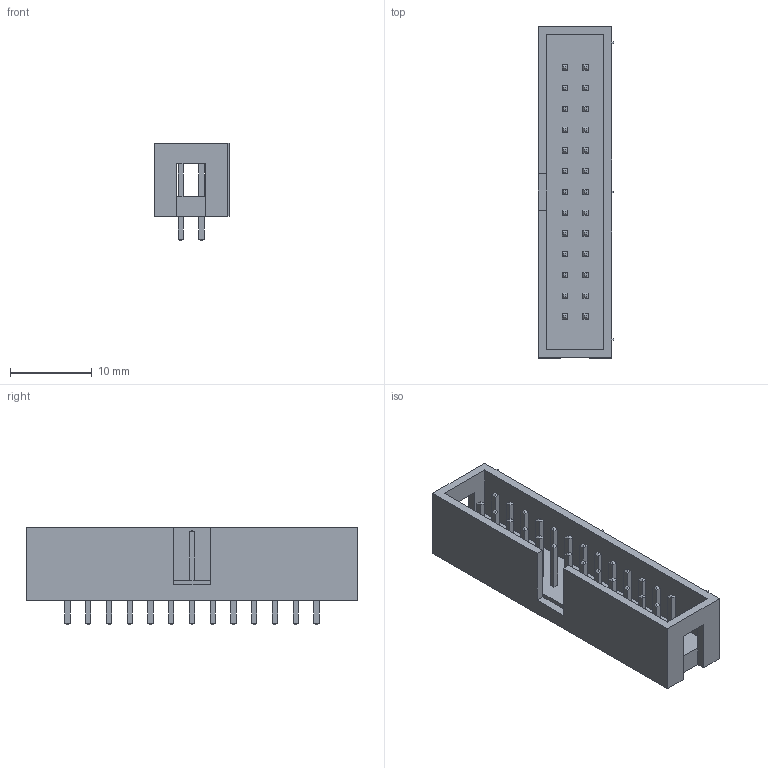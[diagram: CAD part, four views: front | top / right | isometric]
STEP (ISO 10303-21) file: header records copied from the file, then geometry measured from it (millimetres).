
FILE_DESCRIPTION(('FreeCAD Model'),'2;1');
FILE_NAME('Box_Header_Straight_2x13.step', '2019-08-18T01:26:12',('Author'),(''), 'Open CASCADE STEP processor 6.8','FreeCAD','Unknown');
FILE_SCHEMA(('AUTOMOTIVE_DESIGN_CC2 { 1 2 10303 214 -1 1 5 4 }'));
Length unit declared in the file: millimetre
Products named in the file (1): Box_Header_Straight_2x13
Bounding box: 9.2 x 40.64 x 12 mm (x, y, z)
Volume: 1552.6 mm3; surface area: 2741.6 mm2
Topology: 1 solids, 1 shells, 504 faces, 1148 edges, 694 vertices
Faces by surface type: plane 504
Entity records: 17109 total; most frequent: CARTESIAN_POINT 2347, ORIENTED_EDGE 2296, DIRECTION 2158, EDGE_CURVE 1148, LINE 1148, VECTOR 1148, VERTEX_POINT 694, FACE_BOUND 556
